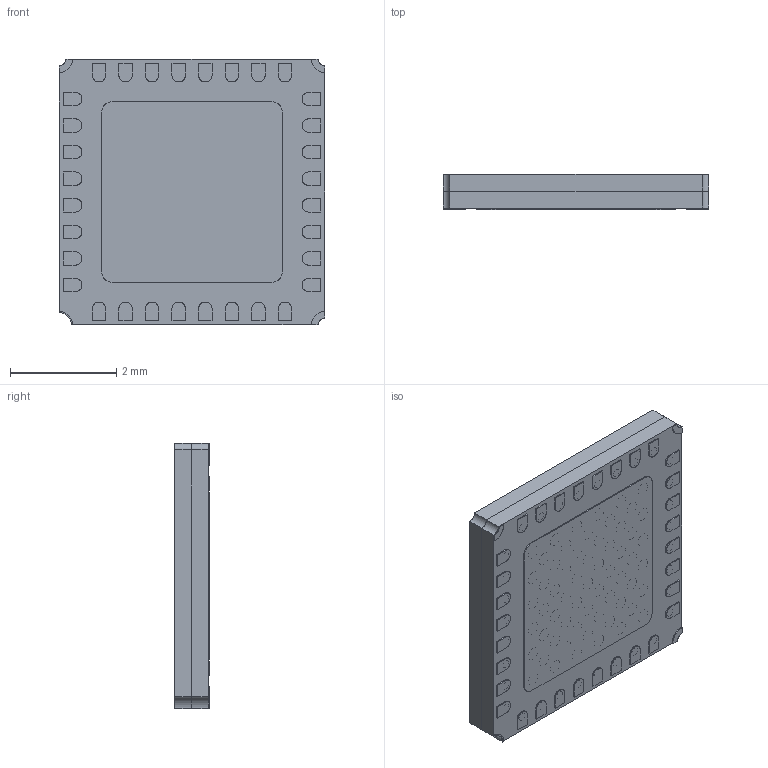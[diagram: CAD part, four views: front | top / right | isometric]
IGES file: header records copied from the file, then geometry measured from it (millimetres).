
Start section: SolidWorks IGES file using analytic representation for surfaces
Global section: file name: CQFN32W.5G1.IGS; native system: SolidWorks 2012; preprocessor: SolidWorks 2012; author: ME; date: 140928.104837; units: millimetre
Bounding box: 5 x 0.66 x 5 mm (x, y, z)
Surface area: 156.4 mm2 (no closed solid volume)
Topology: 0 solids, 0 shells, 978 faces, 10730 edges, 10730 vertices
Faces by surface type: revolution 501, bspline 477
